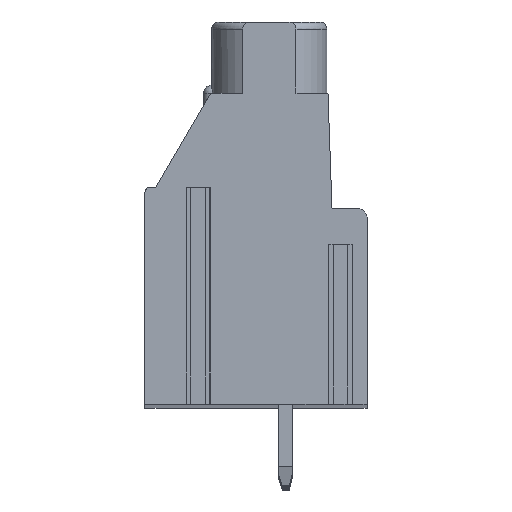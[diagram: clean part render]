
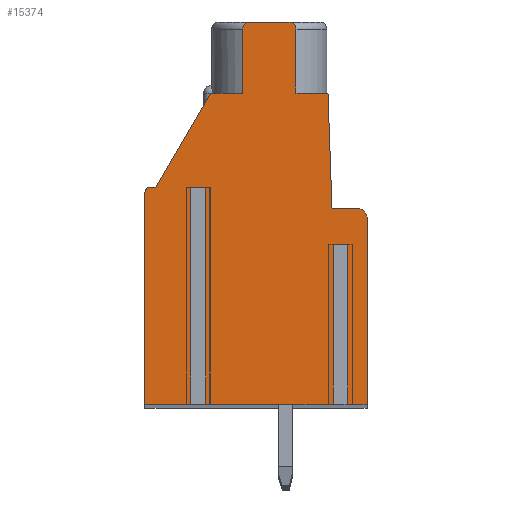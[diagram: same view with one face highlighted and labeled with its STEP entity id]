
A CAD part, top view. The second image highlights one B-rep face of the part: STEP entity #15374.
In plain terms, the highlighted planar face has unit normal (0, 0, 1).
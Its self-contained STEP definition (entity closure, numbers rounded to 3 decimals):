
#27=DIRECTION('',(-1.,0.,0.));
#28=VECTOR('',#27,0.82);
#29=CARTESIAN_POINT('',(-2.09,1.2,133.35));
#30=LINE('',#29,#28);
#31=DIRECTION('',(0.,1.,0.));
#32=VECTOR('',#31,12.2);
#33=CARTESIAN_POINT('',(-2.91,-11.,133.35));
#34=LINE('',#33,#32);
#35=DIRECTION('',(1.,0.,0.));
#36=VECTOR('',#35,2.59);
#37=CARTESIAN_POINT('',(-5.5,-11.,133.35));
#38=LINE('',#37,#36);
#39=DIRECTION('',(0.,-1.,0.));
#40=VECTOR('',#39,11.9);
#41=CARTESIAN_POINT('',(-5.5,0.9,133.35));
#42=LINE('',#41,#40);
#43=CARTESIAN_POINT('',(-5.2,0.9,133.35));
#44=DIRECTION('',(0.,0.,1.));
#45=DIRECTION('',(0.,1.,0.));
#46=AXIS2_PLACEMENT_3D('',#43,#44,#45);
#48=DIRECTION('',(-1.,0.,0.));
#49=VECTOR('',#48,0.3);
#50=CARTESIAN_POINT('',(-4.9,1.2,133.35));
#51=LINE('',#50,#49);
#52=DIRECTION('',(-0.505,-0.863,0.));
#53=VECTOR('',#52,6.14);
#54=CARTESIAN_POINT('',(-1.8,6.5,133.35));
#55=LINE('',#54,#53);
#56=DIRECTION('',(-1.,0.,0.));
#57=VECTOR('',#56,1.8);
#58=CARTESIAN_POINT('',(0.,6.5,133.35));
#59=LINE('',#58,#57);
#60=DIRECTION('',(0.,-1.,0.));
#61=VECTOR('',#60,3.6);
#62=CARTESIAN_POINT('',(0.,10.1,133.35));
#63=LINE('',#62,#61);
#64=CARTESIAN_POINT('',(0.4,10.1,133.35));
#65=DIRECTION('',(0.,0.,1.));
#66=DIRECTION('',(0.,1.,0.));
#67=AXIS2_PLACEMENT_3D('',#64,#65,#66);
#69=DIRECTION('',(-1.,0.,0.));
#70=VECTOR('',#69,2.2);
#71=CARTESIAN_POINT('',(2.6,10.5,133.35));
#72=LINE('',#71,#70);
#73=CARTESIAN_POINT('',(2.6,10.1,133.35));
#74=DIRECTION('',(0.,0.,1.));
#75=DIRECTION('',(1.,0.,0.));
#76=AXIS2_PLACEMENT_3D('',#73,#74,#75);
#78=DIRECTION('',(0.,1.,0.));
#79=VECTOR('',#78,3.6);
#80=CARTESIAN_POINT('',(3.,6.5,133.35));
#81=LINE('',#80,#79);
#82=DIRECTION('',(-1.,0.,0.));
#83=VECTOR('',#82,1.8);
#84=CARTESIAN_POINT('',(4.8,6.5,133.35));
#85=LINE('',#84,#83);
#86=DIRECTION('',(-0.035,0.999,0.));
#87=VECTOR('',#86,6.504);
#88=CARTESIAN_POINT('',(5.027,0.,133.35));
#89=LINE('',#88,#87);
#90=DIRECTION('',(-1.,0.,0.));
#91=VECTOR('',#90,1.473);
#92=CARTESIAN_POINT('',(6.5,0.,133.35));
#93=LINE('',#92,#91);
#94=CARTESIAN_POINT('',(6.5,-0.5,133.35));
#95=DIRECTION('',(0.,0.,1.));
#96=DIRECTION('',(1.,0.,0.));
#97=AXIS2_PLACEMENT_3D('',#94,#95,#96);
#99=DIRECTION('',(0.,1.,0.));
#100=VECTOR('',#99,10.5);
#101=CARTESIAN_POINT('',(7.,-11.,133.35));
#102=LINE('',#101,#100);
#103=DIRECTION('',(1.,0.,0.));
#104=VECTOR('',#103,1.09);
#105=CARTESIAN_POINT('',(5.91,-11.,133.35));
#106=LINE('',#105,#104);
#107=DIRECTION('',(0.,1.,0.));
#108=VECTOR('',#107,9.);
#109=CARTESIAN_POINT('',(5.91,-11.,133.35));
#110=LINE('',#109,#108);
#111=DIRECTION('',(-1.,0.,0.));
#112=VECTOR('',#111,0.82);
#113=CARTESIAN_POINT('',(5.91,-2.,133.35));
#114=LINE('',#113,#112);
#115=DIRECTION('',(0.,1.,0.));
#116=VECTOR('',#115,9.);
#117=CARTESIAN_POINT('',(5.09,-11.,133.35));
#118=LINE('',#117,#116);
#119=DIRECTION('',(1.,0.,0.));
#120=VECTOR('',#119,7.18);
#121=CARTESIAN_POINT('',(-2.09,-11.,133.35));
#122=LINE('',#121,#120);
#123=DIRECTION('',(0.,1.,0.));
#124=VECTOR('',#123,12.2);
#125=CARTESIAN_POINT('',(-2.09,-11.,133.35));
#126=LINE('',#125,#124);
#12129=CARTESIAN_POINT('',(7.,-11.,133.35));
#12130=CARTESIAN_POINT('',(7.,-0.5,133.35));
#12131=VERTEX_POINT('',#12129);
#12132=VERTEX_POINT('',#12130);
#12133=CARTESIAN_POINT('',(6.5,0.,133.35));
#12134=VERTEX_POINT('',#12133);
#12135=CARTESIAN_POINT('',(5.027,0.,133.35));
#12136=VERTEX_POINT('',#12135);
#12137=CARTESIAN_POINT('',(4.8,6.5,133.35));
#12138=VERTEX_POINT('',#12137);
#12139=CARTESIAN_POINT('',(3.,6.5,133.35));
#12140=VERTEX_POINT('',#12139);
#12141=CARTESIAN_POINT('',(3.,10.1,133.35));
#12142=VERTEX_POINT('',#12141);
#12143=CARTESIAN_POINT('',(2.6,10.5,133.35));
#12144=VERTEX_POINT('',#12143);
#12145=CARTESIAN_POINT('',(0.4,10.5,133.35));
#12146=VERTEX_POINT('',#12145);
#12147=CARTESIAN_POINT('',(0.,10.1,133.35));
#12148=VERTEX_POINT('',#12147);
#12149=CARTESIAN_POINT('',(0.,6.5,133.35));
#12150=VERTEX_POINT('',#12149);
#12151=CARTESIAN_POINT('',(-1.8,6.5,133.35));
#12152=VERTEX_POINT('',#12151);
#12153=CARTESIAN_POINT('',(-4.9,1.2,133.35));
#12154=VERTEX_POINT('',#12153);
#12155=CARTESIAN_POINT('',(-5.2,1.2,133.35));
#12156=VERTEX_POINT('',#12155);
#12157=CARTESIAN_POINT('',(-5.5,0.9,133.35));
#12158=VERTEX_POINT('',#12157);
#12159=CARTESIAN_POINT('',(-5.5,-11.,133.35));
#12160=VERTEX_POINT('',#12159);
#12281=CARTESIAN_POINT('',(5.91,-2.,133.35));
#12282=CARTESIAN_POINT('',(5.09,-2.,133.35));
#12283=VERTEX_POINT('',#12281);
#12284=VERTEX_POINT('',#12282);
#12285=CARTESIAN_POINT('',(5.09,-11.,133.35));
#12286=VERTEX_POINT('',#12285);
#12287=CARTESIAN_POINT('',(5.91,-11.,133.35));
#12288=VERTEX_POINT('',#12287);
#12305=CARTESIAN_POINT('',(-2.09,1.2,133.35));
#12306=CARTESIAN_POINT('',(-2.91,1.2,133.35));
#12307=VERTEX_POINT('',#12305);
#12308=VERTEX_POINT('',#12306);
#12309=CARTESIAN_POINT('',(-2.09,-11.,133.35));
#12310=VERTEX_POINT('',#12309);
#12311=CARTESIAN_POINT('',(-2.91,-11.,133.35));
#12312=VERTEX_POINT('',#12311);
#15319=CARTESIAN_POINT('',(0.,0.,133.35));
#15320=DIRECTION('',(0.,0.,1.));
#15321=DIRECTION('',(1.,0.,0.));
#15322=AXIS2_PLACEMENT_3D('',#15319,#15320,#15321);
#15323=PLANE('',#15322);
#15325=ORIENTED_EDGE('',*,*,#15324,.T.);
#15327=ORIENTED_EDGE('',*,*,#15326,.F.);
#15329=ORIENTED_EDGE('',*,*,#15328,.F.);
#15331=ORIENTED_EDGE('',*,*,#15330,.F.);
#15333=ORIENTED_EDGE('',*,*,#15332,.F.);
#15335=ORIENTED_EDGE('',*,*,#15334,.F.);
#15337=ORIENTED_EDGE('',*,*,#15336,.F.);
#15339=ORIENTED_EDGE('',*,*,#15338,.F.);
#15341=ORIENTED_EDGE('',*,*,#15340,.F.);
#15343=ORIENTED_EDGE('',*,*,#15342,.F.);
#15345=ORIENTED_EDGE('',*,*,#15344,.F.);
#15347=ORIENTED_EDGE('',*,*,#15346,.F.);
#15349=ORIENTED_EDGE('',*,*,#15348,.F.);
#15351=ORIENTED_EDGE('',*,*,#15350,.F.);
#15353=ORIENTED_EDGE('',*,*,#15352,.F.);
#15355=ORIENTED_EDGE('',*,*,#15354,.F.);
#15357=ORIENTED_EDGE('',*,*,#15356,.F.);
#15359=ORIENTED_EDGE('',*,*,#15358,.F.);
#15361=ORIENTED_EDGE('',*,*,#15360,.F.);
#15363=ORIENTED_EDGE('',*,*,#15362,.T.);
#15365=ORIENTED_EDGE('',*,*,#15364,.T.);
#15367=ORIENTED_EDGE('',*,*,#15366,.F.);
#15369=ORIENTED_EDGE('',*,*,#15368,.F.);
#15371=ORIENTED_EDGE('',*,*,#15370,.T.);
#15372=EDGE_LOOP('',(#15325,#15327,#15329,#15331,#15333,#15335,#15337,#15339,
#15341,#15343,#15345,#15347,#15349,#15351,#15353,#15355,#15357,#15359,#15361,
#15363,#15365,#15367,#15369,#15371));
#15373=FACE_OUTER_BOUND('',#15372,.F.);
#47=CIRCLE('',#46,0.3);
#68=CIRCLE('',#67,0.4);
#77=CIRCLE('',#76,0.4);
#98=CIRCLE('',#97,0.5);
#15324=EDGE_CURVE('',#12307,#12308,#30,.T.);
#15326=EDGE_CURVE('',#12312,#12308,#34,.T.);
#15328=EDGE_CURVE('',#12160,#12312,#38,.T.);
#15330=EDGE_CURVE('',#12158,#12160,#42,.T.);
#15332=EDGE_CURVE('',#12156,#12158,#47,.T.);
#15334=EDGE_CURVE('',#12154,#12156,#51,.T.);
#15336=EDGE_CURVE('',#12152,#12154,#55,.T.);
#15338=EDGE_CURVE('',#12150,#12152,#59,.T.);
#15340=EDGE_CURVE('',#12148,#12150,#63,.T.);
#15342=EDGE_CURVE('',#12146,#12148,#68,.T.);
#15344=EDGE_CURVE('',#12144,#12146,#72,.T.);
#15346=EDGE_CURVE('',#12142,#12144,#77,.T.);
#15348=EDGE_CURVE('',#12140,#12142,#81,.T.);
#15350=EDGE_CURVE('',#12138,#12140,#85,.T.);
#15352=EDGE_CURVE('',#12136,#12138,#89,.T.);
#15354=EDGE_CURVE('',#12134,#12136,#93,.T.);
#15356=EDGE_CURVE('',#12132,#12134,#98,.T.);
#15358=EDGE_CURVE('',#12131,#12132,#102,.T.);
#15360=EDGE_CURVE('',#12288,#12131,#106,.T.);
#15362=EDGE_CURVE('',#12288,#12283,#110,.T.);
#15364=EDGE_CURVE('',#12283,#12284,#114,.T.);
#15366=EDGE_CURVE('',#12286,#12284,#118,.T.);
#15368=EDGE_CURVE('',#12310,#12286,#122,.T.);
#15370=EDGE_CURVE('',#12310,#12307,#126,.T.);
#15374=ADVANCED_FACE('',(#15373),#15323,.T.);
